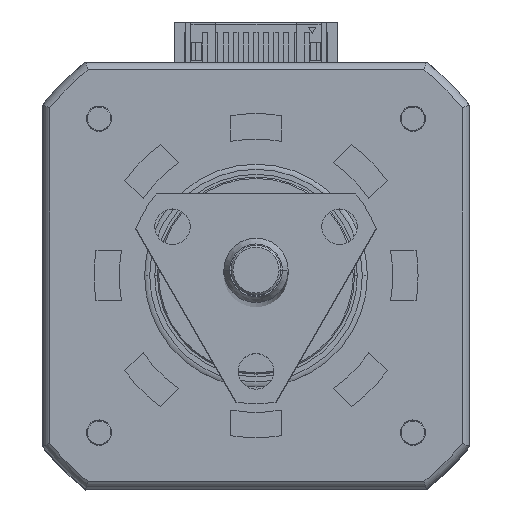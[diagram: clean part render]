
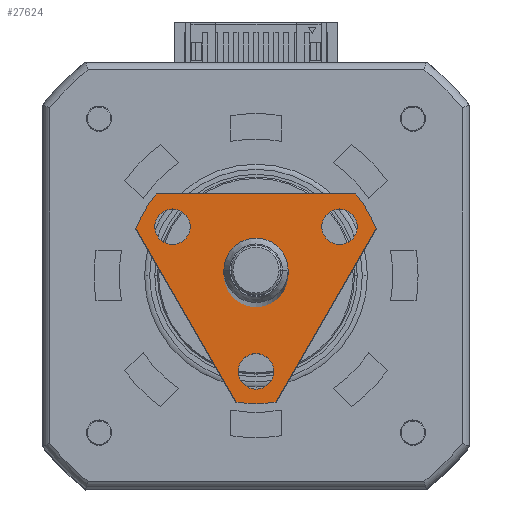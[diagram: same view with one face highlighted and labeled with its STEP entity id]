
A CAD part, top view. The second image highlights one B-rep face of the part: STEP entity #27624.
In plain terms, the highlighted planar face has unit normal (0, 0, 1).
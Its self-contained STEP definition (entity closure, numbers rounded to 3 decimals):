
#61 = ORIENTED_EDGE ( 'NONE', *, *, #8413, .F. ) ;
#478 = DIRECTION ( 'NONE',  ( -1., 0., 0. ) ) ;
#973 = EDGE_CURVE ( 'NONE', #7434, #4205, #28039, .T. ) ;
#1265 = EDGE_CURVE ( 'NONE', #31312, #7434, #17986, .T. ) ;
#1306 = DIRECTION ( 'NONE',  ( -0.866, -0.5, 0. ) ) ;
#1851 = CARTESIAN_POINT ( 'NONE',  ( 12.542, -1.996, 34. ) ) ;
#2827 = AXIS2_PLACEMENT_3D ( 'NONE', #17161, #25497, #6049 ) ;
#2994 = ORIENTED_EDGE ( 'NONE', *, *, #35153, .F. ) ;
#3034 = CIRCLE ( 'NONE', #20748, 12.7 ) ;
#3904 = DIRECTION ( 'NONE',  ( 0., 0., 1. ) ) ;
#4017 = ORIENTED_EDGE ( 'NONE', *, *, #10578, .F. ) ;
#4196 = VECTOR ( 'NONE', #26756, 1000. ) ;
#4205 = VERTEX_POINT ( 'NONE', #16561 ) ;
#5125 = VERTEX_POINT ( 'NONE', #32339 ) ;
#5272 = CARTESIAN_POINT ( 'NONE',  ( -8., 9.864, 34. ) ) ;
#5548 = ORIENTED_EDGE ( 'NONE', *, *, #18091, .F. ) ;
#5854 = ORIENTED_EDGE ( 'NONE', *, *, #1265, .F. ) ;
#6049 = DIRECTION ( 'NONE',  ( 1., 0., 0. ) ) ;
#6214 = CARTESIAN_POINT ( 'NONE',  ( 7.775, 0., 34. ) ) ;
#6600 = CARTESIAN_POINT ( 'NONE',  ( -4.762, 8.249, 34. ) ) ;
#6782 = CIRCLE ( 'NONE', #32052, 1.75 ) ;
#6850 = ORIENTED_EDGE ( 'NONE', *, *, #11056, .F. ) ;
#7434 = VERTEX_POINT ( 'NONE', #5272 ) ;
#7700 = AXIS2_PLACEMENT_3D ( 'NONE', #17670, #20508, #25982 ) ;
#8093 = EDGE_CURVE ( 'NONE', #16550, #5125, #33397, .T. ) ;
#8208 = DIRECTION ( 'NONE',  ( 0., 0., -1. ) ) ;
#8228 = EDGE_LOOP ( 'NONE', ( #26925, #33551 ) ) ;
#8359 = DIRECTION ( 'NONE',  ( 0., 1., 0. ) ) ;
#8402 = DIRECTION ( 'NONE',  ( 0., 0., -1. ) ) ;
#8413 = EDGE_CURVE ( 'NONE', #33364, #29041, #6782, .T. ) ;
#8680 = EDGE_CURVE ( 'NONE', #19432, #22572, #32538, .T. ) ;
#8801 = EDGE_CURVE ( 'NONE', #9578, #24874, #33351, .T. ) ;
#9145 = DIRECTION ( 'NONE',  ( -1., 0., 0. ) ) ;
#9578 = VERTEX_POINT ( 'NONE', #1851 ) ;
#9721 = VERTEX_POINT ( 'NONE', #35782 ) ;
#10578 = EDGE_CURVE ( 'NONE', #24874, #31312, #3034, .T. ) ;
#10870 = EDGE_LOOP ( 'NONE', ( #20264, #25915 ) ) ;
#11056 = EDGE_CURVE ( 'NONE', #29041, #33364, #17058, .T. ) ;
#11483 = CARTESIAN_POINT ( 'NONE',  ( -4.762, -8.249, 34. ) ) ;
#11723 = CIRCLE ( 'NONE', #30944, 12.7 ) ;
#11878 = CARTESIAN_POINT ( 'NONE',  ( -4.542, -11.86, 34. ) ) ;
#12501 = EDGE_CURVE ( 'NONE', #32305, #13355, #18713, .T. ) ;
#12716 = DIRECTION ( 'NONE',  ( 0., 0., 1. ) ) ;
#12803 = CARTESIAN_POINT ( 'NONE',  ( 12.7, 0., 34. ) ) ;
#12863 = CIRCLE ( 'NONE', #24795, 1.75 ) ;
#13355 = VERTEX_POINT ( 'NONE', #14369 ) ;
#13493 = CARTESIAN_POINT ( 'NONE',  ( -8., 0., 34. ) ) ;
#13752 = VECTOR ( 'NONE', #1306, 1000. ) ;
#13874 = EDGE_CURVE ( 'NONE', #5125, #16550, #36215, .T. ) ;
#13908 = DIRECTION ( 'NONE',  ( 1., 0., 0. ) ) ;
#14369 = CARTESIAN_POINT ( 'NONE',  ( -3.012, 8.249, 34. ) ) ;
#14446 = DIRECTION ( 'NONE',  ( 0., 0., 1. ) ) ;
#14634 = FACE_BOUND ( 'NONE', #26277, .T. ) ;
#15057 = ORIENTED_EDGE ( 'NONE', *, *, #27910, .F. ) ;
#15137 = CARTESIAN_POINT ( 'NONE',  ( 12.542, -1.996, 34. ) ) ;
#15532 = DIRECTION ( 'NONE',  ( 1., 0., 0. ) ) ;
#15684 = DIRECTION ( 'NONE',  ( 0., 0., -1. ) ) ;
#15793 = PLANE ( 'NONE',  #26680 ) ;
#15903 = CARTESIAN_POINT ( 'NONE',  ( 0., 0., 34. ) ) ;
#16550 = VERTEX_POINT ( 'NONE', #17681 ) ;
#16561 = CARTESIAN_POINT ( 'NONE',  ( -4.542, 11.86, 34. ) ) ;
#16772 = FACE_BOUND ( 'NONE', #8228, .T. ) ;
#16890 = AXIS2_PLACEMENT_3D ( 'NONE', #17321, #25519, #9145 ) ;
#17007 = CIRCLE ( 'NONE', #35049, 12.7 ) ;
#17058 = CIRCLE ( 'NONE', #18851, 1.75 ) ;
#17161 = CARTESIAN_POINT ( 'NONE',  ( 0., 0., 34. ) ) ;
#17234 = FACE_OUTER_BOUND ( 'NONE', #31305, .T. ) ;
#17321 = CARTESIAN_POINT ( 'NONE',  ( 9.525, 0., 34. ) ) ;
#17670 = CARTESIAN_POINT ( 'NONE',  ( 9.525, 0., 34. ) ) ;
#17681 = CARTESIAN_POINT ( 'NONE',  ( 3., 0., 34. ) ) ;
#17727 = DIRECTION ( 'NONE',  ( -1., 0., 0. ) ) ;
#17833 = AXIS2_PLACEMENT_3D ( 'NONE', #23990, #12716, #15532 ) ;
#17986 = LINE ( 'NONE', #13493, #21902 ) ;
#18091 = EDGE_CURVE ( 'NONE', #4205, #9721, #24783, .T. ) ;
#18713 = CIRCLE ( 'NONE', #24955, 1.75 ) ;
#18836 = DIRECTION ( 'NONE',  ( -1., 0., 0. ) ) ;
#18851 = AXIS2_PLACEMENT_3D ( 'NONE', #11483, #14446, #478 ) ;
#19346 = DIRECTION ( 'NONE',  ( 1., 0., 0. ) ) ;
#19432 = VERTEX_POINT ( 'NONE', #6214 ) ;
#19671 = ORIENTED_EDGE ( 'NONE', *, *, #29078, .F. ) ;
#19803 = DIRECTION ( 'NONE',  ( 0., 0., 1. ) ) ;
#20143 = CARTESIAN_POINT ( 'NONE',  ( -6.512, -8.249, 34. ) ) ;
#20264 = ORIENTED_EDGE ( 'NONE', *, *, #8093, .F. ) ;
#20508 = DIRECTION ( 'NONE',  ( 0., 0., 1. ) ) ;
#20748 = AXIS2_PLACEMENT_3D ( 'NONE', #26696, #15684, #35176 ) ;
#21593 = ORIENTED_EDGE ( 'NONE', *, *, #973, .F. ) ;
#21902 = VECTOR ( 'NONE', #8359, 1000. ) ;
#22049 = CARTESIAN_POINT ( 'NONE',  ( -6.512, 8.249, 34. ) ) ;
#22572 = VERTEX_POINT ( 'NONE', #30642 ) ;
#23990 = CARTESIAN_POINT ( 'NONE',  ( 0., 0., 34. ) ) ;
#24783 = LINE ( 'NONE', #32180, #4196 ) ;
#24795 = AXIS2_PLACEMENT_3D ( 'NONE', #6600, #3904, #17727 ) ;
#24874 = VERTEX_POINT ( 'NONE', #11878 ) ;
#24955 = AXIS2_PLACEMENT_3D ( 'NONE', #29458, #27027, #18836 ) ;
#25286 = DIRECTION ( 'NONE',  ( -1., 0., 0. ) ) ;
#25497 = DIRECTION ( 'NONE',  ( 0., 0., -1. ) ) ;
#25519 = DIRECTION ( 'NONE',  ( 0., 0., 1. ) ) ;
#25905 = AXIS2_PLACEMENT_3D ( 'NONE', #33051, #30396, #19346 ) ;
#25915 = ORIENTED_EDGE ( 'NONE', *, *, #13874, .F. ) ;
#25982 = DIRECTION ( 'NONE',  ( -1., 0., 0. ) ) ;
#25990 = FACE_BOUND ( 'NONE', #31337, .T. ) ;
#26277 = EDGE_LOOP ( 'NONE', ( #27873, #15057 ) ) ;
#26680 = AXIS2_PLACEMENT_3D ( 'NONE', #15903, #27387, #35401 ) ;
#26696 = CARTESIAN_POINT ( 'NONE',  ( 0., 0., 34. ) ) ;
#26756 = DIRECTION ( 'NONE',  ( 0.866, -0.5, 0. ) ) ;
#26925 = ORIENTED_EDGE ( 'NONE', *, *, #8680, .F. ) ;
#26970 = CARTESIAN_POINT ( 'NONE',  ( -8., -9.864, 34. ) ) ;
#27027 = DIRECTION ( 'NONE',  ( 0., 0., 1. ) ) ;
#27387 = DIRECTION ( 'NONE',  ( 0., 0., -1. ) ) ;
#27624 = ADVANCED_FACE ( 'NONE', ( #28602, #25990, #16772, #14634, #17234 ), #15793, .F. ) ;
#27841 = CARTESIAN_POINT ( 'NONE',  ( 0., 0., 34. ) ) ;
#27873 = ORIENTED_EDGE ( 'NONE', *, *, #12501, .F. ) ;
#27894 = DIRECTION ( 'NONE',  ( 1., 0., 0. ) ) ;
#27910 = EDGE_CURVE ( 'NONE', #13355, #32305, #12863, .T. ) ;
#28039 = CIRCLE ( 'NONE', #2827, 12.7 ) ;
#28600 = VERTEX_POINT ( 'NONE', #12803 ) ;
#28602 = FACE_BOUND ( 'NONE', #10870, .T. ) ;
#29041 = VERTEX_POINT ( 'NONE', #33078 ) ;
#29078 = EDGE_CURVE ( 'NONE', #28600, #9578, #17007, .T. ) ;
#29458 = CARTESIAN_POINT ( 'NONE',  ( -4.762, 8.249, 34. ) ) ;
#30047 = EDGE_CURVE ( 'NONE', #22572, #19432, #30076, .T. ) ;
#30076 = CIRCLE ( 'NONE', #7700, 1.75 ) ;
#30396 = DIRECTION ( 'NONE',  ( 0., 0., 1. ) ) ;
#30611 = CARTESIAN_POINT ( 'NONE',  ( -4.762, -8.249, 34. ) ) ;
#30642 = CARTESIAN_POINT ( 'NONE',  ( 11.275, 0., 34. ) ) ;
#30944 = AXIS2_PLACEMENT_3D ( 'NONE', #27841, #8402, #13908 ) ;
#31305 = EDGE_LOOP ( 'NONE', ( #5548, #21593, #5854, #4017, #32788, #19671, #2994 ) ) ;
#31312 = VERTEX_POINT ( 'NONE', #26970 ) ;
#31337 = EDGE_LOOP ( 'NONE', ( #61, #6850 ) ) ;
#32052 = AXIS2_PLACEMENT_3D ( 'NONE', #30611, #19803, #25286 ) ;
#32180 = CARTESIAN_POINT ( 'NONE',  ( -4.542, 11.86, 34. ) ) ;
#32305 = VERTEX_POINT ( 'NONE', #22049 ) ;
#32339 = CARTESIAN_POINT ( 'NONE',  ( -3., 0., 34. ) ) ;
#32538 = CIRCLE ( 'NONE', #16890, 1.75 ) ;
#32788 = ORIENTED_EDGE ( 'NONE', *, *, #8801, .F. ) ;
#33051 = CARTESIAN_POINT ( 'NONE',  ( 0., 0., 34. ) ) ;
#33078 = CARTESIAN_POINT ( 'NONE',  ( -3.012, -8.249, 34. ) ) ;
#33305 = CARTESIAN_POINT ( 'NONE',  ( 0., 0., 34. ) ) ;
#33351 = LINE ( 'NONE', #15137, #13752 ) ;
#33364 = VERTEX_POINT ( 'NONE', #20143 ) ;
#33397 = CIRCLE ( 'NONE', #17833, 3. ) ;
#33551 = ORIENTED_EDGE ( 'NONE', *, *, #30047, .F. ) ;
#35049 = AXIS2_PLACEMENT_3D ( 'NONE', #33305, #8208, #27894 ) ;
#35153 = EDGE_CURVE ( 'NONE', #9721, #28600, #11723, .T. ) ;
#35176 = DIRECTION ( 'NONE',  ( 1., 0., 0. ) ) ;
#35401 = DIRECTION ( 'NONE',  ( -1., 0., 0. ) ) ;
#35782 = CARTESIAN_POINT ( 'NONE',  ( 12.542, 1.996, 34. ) ) ;
#36215 = CIRCLE ( 'NONE', #25905, 3. ) ;
